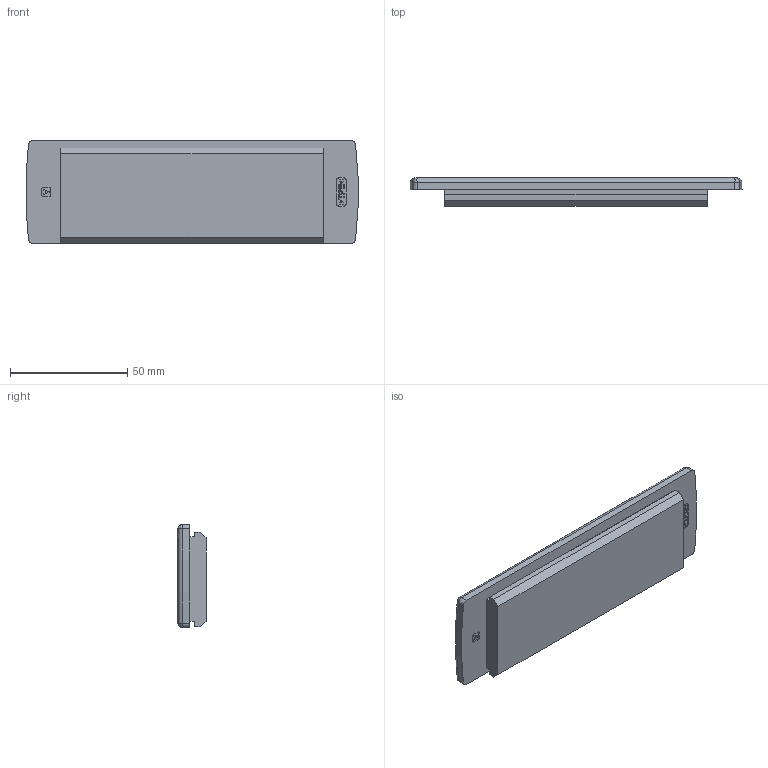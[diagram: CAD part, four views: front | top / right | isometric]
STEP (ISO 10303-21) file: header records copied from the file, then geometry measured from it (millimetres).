
FILE_DESCRIPTION(/* description */ (''),/* implementation_level */ '2;1');
FILE_NAME(/* name */ '28810_6_KES-E_12_24_A.stp',/* time_stamp */ '2020-03-30T15:40:26+02:00',/* author */ (''),/* organization */ (''),/* preprocessor_version */ 'ST-DEVELOPER v16.7',/* originating_system */ 'SIEMENS PLM Software NX 12.0',/* authorisation */ '');
FILE_SCHEMA (('AUTOMOTIVE_DESIGN { 1 0 10303 214 3 1 1 1 }'));
Length unit declared in the file: millimetre
Products named in the file (1): KES_E_12_24_A
Bounding box: 141.72 x 12 x 43.97 mm (x, y, z)
Volume: 60070.4 mm3; surface area: 16795.4 mm2
Topology: 1 solids, 3 shells, 746 faces, 1936 edges, 1260 vertices
Faces by surface type: plane 477, bspline 221, extrusion 16, sphere 12, cylinder 10, cone 8, torus 2
Entity records: 36506 total; most frequent: CARTESIAN_POINT 20152, ORIENTED_EDGE 3864, DIRECTION 2368, EDGE_CURVE 1932, VECTOR 1292, LINE 1276, VERTEX_POINT 1260, EDGE_LOOP 814
